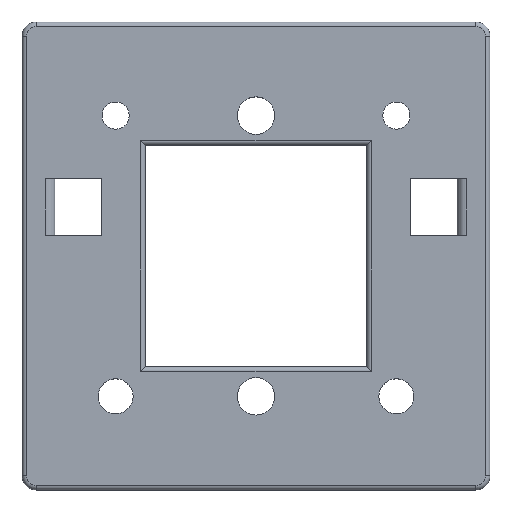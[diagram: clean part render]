
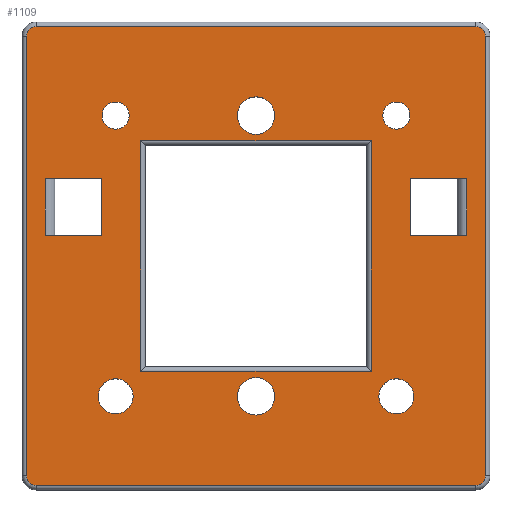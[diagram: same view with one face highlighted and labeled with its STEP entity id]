
A CAD part, top view. The second image highlights one B-rep face of the part: STEP entity #1109.
In plain terms, the highlighted planar face has unit normal (0, 0, 1).
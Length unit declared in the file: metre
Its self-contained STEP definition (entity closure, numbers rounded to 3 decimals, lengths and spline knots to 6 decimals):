
#76=LINE('',#1820,#162);
#77=LINE('',#1823,#163);
#78=LINE('',#1825,#164);
#79=LINE('',#1827,#165);
#80=LINE('',#1828,#166);
#81=LINE('',#1833,#167);
#82=LINE('',#1837,#168);
#83=LINE('',#1841,#169);
#84=LINE('',#1852,#170);
#85=LINE('',#1855,#171);
#86=LINE('',#1857,#172);
#87=LINE('',#1859,#173);
#88=LINE('',#1860,#174);
#89=LINE('',#1863,#175);
#90=LINE('',#1865,#176);
#91=LINE('',#1867,#177);
#162=VECTOR('',#1421,1.);
#163=VECTOR('',#1422,1.);
#164=VECTOR('',#1423,1.);
#165=VECTOR('',#1424,1.);
#166=VECTOR('',#1425,1.);
#167=VECTOR('',#1428,1.);
#168=VECTOR('',#1431,1.);
#169=VECTOR('',#1434,1.);
#170=VECTOR('',#1445,1.);
#171=VECTOR('',#1446,1.);
#172=VECTOR('',#1447,1.);
#173=VECTOR('',#1448,1.);
#174=VECTOR('',#1449,1.);
#175=VECTOR('',#1450,1.);
#176=VECTOR('',#1451,1.);
#177=VECTOR('',#1452,1.);
#209=PLANE('',#1204);
#294=ORIENTED_EDGE('',*,*,#602,.T.);
#295=ORIENTED_EDGE('',*,*,#603,.T.);
#296=ORIENTED_EDGE('',*,*,#604,.T.);
#297=ORIENTED_EDGE('',*,*,#605,.T.);
#298=ORIENTED_EDGE('',*,*,#606,.T.);
#299=ORIENTED_EDGE('',*,*,#607,.T.);
#300=ORIENTED_EDGE('',*,*,#608,.T.);
#301=ORIENTED_EDGE('',*,*,#609,.T.);
#302=ORIENTED_EDGE('',*,*,#610,.T.);
#303=ORIENTED_EDGE('',*,*,#611,.T.);
#304=ORIENTED_EDGE('',*,*,#612,.T.);
#305=ORIENTED_EDGE('',*,*,#613,.T.);
#306=ORIENTED_EDGE('',*,*,#614,.T.);
#307=ORIENTED_EDGE('',*,*,#615,.T.);
#308=ORIENTED_EDGE('',*,*,#616,.F.);
#309=ORIENTED_EDGE('',*,*,#617,.F.);
#310=ORIENTED_EDGE('',*,*,#618,.T.);
#311=ORIENTED_EDGE('',*,*,#619,.T.);
#312=ORIENTED_EDGE('',*,*,#620,.F.);
#313=ORIENTED_EDGE('',*,*,#621,.F.);
#314=ORIENTED_EDGE('',*,*,#622,.T.);
#315=ORIENTED_EDGE('',*,*,#623,.T.);
#316=ORIENTED_EDGE('',*,*,#624,.F.);
#317=ORIENTED_EDGE('',*,*,#625,.T.);
#318=ORIENTED_EDGE('',*,*,#542,.F.);
#319=ORIENTED_EDGE('',*,*,#540,.F.);
#540=EDGE_CURVE('',#698,#698,#802,.T.);
#542=EDGE_CURVE('',#700,#700,#804,.T.);
#602=EDGE_CURVE('',#756,#757,#76,.F.);
#603=EDGE_CURVE('',#757,#758,#77,.T.);
#604=EDGE_CURVE('',#758,#759,#78,.T.);
#605=EDGE_CURVE('',#759,#756,#79,.F.);
#606=EDGE_CURVE('',#760,#761,#80,.F.);
#607=EDGE_CURVE('',#761,#762,#816,.T.);
#608=EDGE_CURVE('',#762,#763,#81,.T.);
#609=EDGE_CURVE('',#763,#764,#817,.T.);
#610=EDGE_CURVE('',#764,#765,#82,.T.);
#611=EDGE_CURVE('',#765,#766,#818,.T.);
#612=EDGE_CURVE('',#766,#767,#83,.F.);
#613=EDGE_CURVE('',#767,#760,#819,.T.);
#614=EDGE_CURVE('',#768,#768,#820,.T.);
#615=EDGE_CURVE('',#769,#769,#821,.T.);
#616=EDGE_CURVE('',#770,#770,#822,.T.);
#617=EDGE_CURVE('',#771,#771,#823,.T.);
#618=EDGE_CURVE('',#772,#773,#84,.T.);
#619=EDGE_CURVE('',#773,#774,#85,.T.);
#620=EDGE_CURVE('',#775,#774,#86,.T.);
#621=EDGE_CURVE('',#772,#775,#87,.T.);
#622=EDGE_CURVE('',#776,#777,#88,.T.);
#623=EDGE_CURVE('',#777,#778,#89,.F.);
#624=EDGE_CURVE('',#779,#778,#90,.T.);
#625=EDGE_CURVE('',#779,#776,#91,.T.);
#698=VERTEX_POINT('',#1690);
#700=VERTEX_POINT('',#1695);
#756=VERTEX_POINT('',#1821);
#757=VERTEX_POINT('',#1822);
#758=VERTEX_POINT('',#1824);
#759=VERTEX_POINT('',#1826);
#760=VERTEX_POINT('',#1829);
#761=VERTEX_POINT('',#1830);
#762=VERTEX_POINT('',#1832);
#763=VERTEX_POINT('',#1834);
#764=VERTEX_POINT('',#1836);
#765=VERTEX_POINT('',#1838);
#766=VERTEX_POINT('',#1840);
#767=VERTEX_POINT('',#1842);
#768=VERTEX_POINT('',#1845);
#769=VERTEX_POINT('',#1847);
#770=VERTEX_POINT('',#1849);
#771=VERTEX_POINT('',#1851);
#772=VERTEX_POINT('',#1853);
#773=VERTEX_POINT('',#1854);
#774=VERTEX_POINT('',#1856);
#775=VERTEX_POINT('',#1858);
#776=VERTEX_POINT('',#1861);
#777=VERTEX_POINT('',#1862);
#778=VERTEX_POINT('',#1864);
#779=VERTEX_POINT('',#1866);
#802=CIRCLE('',#1180,0.0029);
#804=CIRCLE('',#1183,0.0029);
#816=CIRCLE('',#1205,0.002);
#817=CIRCLE('',#1206,0.002);
#818=CIRCLE('',#1207,0.002);
#819=CIRCLE('',#1208,0.002);
#820=CIRCLE('',#1209,0.00375);
#821=CIRCLE('',#1210,0.00375);
#822=CIRCLE('',#1211,0.004);
#823=CIRCLE('',#1212,0.004);
#886=EDGE_LOOP('',(#294,#295,#296,#297));
#887=EDGE_LOOP('',(#298,#299,#300,#301,#302,#303,#304,#305));
#888=EDGE_LOOP('',(#306));
#889=EDGE_LOOP('',(#307));
#890=EDGE_LOOP('',(#308));
#891=EDGE_LOOP('',(#309));
#892=EDGE_LOOP('',(#310,#311,#312,#313));
#893=EDGE_LOOP('',(#314,#315,#316,#317));
#894=EDGE_LOOP('',(#318));
#895=EDGE_LOOP('',(#319));
#984=FACE_BOUND('',#886,.T.);
#985=FACE_BOUND('',#887,.T.);
#986=FACE_BOUND('',#888,.T.);
#987=FACE_BOUND('',#889,.T.);
#988=FACE_BOUND('',#890,.T.);
#989=FACE_BOUND('',#891,.T.);
#990=FACE_BOUND('',#892,.T.);
#991=FACE_BOUND('',#893,.T.);
#992=FACE_BOUND('',#894,.T.);
#993=FACE_BOUND('',#895,.T.);
#1109=ADVANCED_FACE('',(#984,#985,#986,#987,#988,#989,#990,#991,#992,#993),
#209,.T.);
#1180=AXIS2_PLACEMENT_3D('',#1689,#1323,#1324);
#1183=AXIS2_PLACEMENT_3D('',#1694,#1329,#1330);
#1204=AXIS2_PLACEMENT_3D('',#1819,#1419,#1420);
#1205=AXIS2_PLACEMENT_3D('',#1831,#1426,#1427);
#1206=AXIS2_PLACEMENT_3D('',#1835,#1429,#1430);
#1207=AXIS2_PLACEMENT_3D('',#1839,#1432,#1433);
#1208=AXIS2_PLACEMENT_3D('',#1843,#1435,#1436);
#1209=AXIS2_PLACEMENT_3D('',#1844,#1437,#1438);
#1210=AXIS2_PLACEMENT_3D('',#1846,#1439,#1440);
#1211=AXIS2_PLACEMENT_3D('',#1848,#1441,#1442);
#1212=AXIS2_PLACEMENT_3D('',#1850,#1443,#1444);
#1323=DIRECTION('',(0.,0.,1.));
#1324=DIRECTION('',(0.,-1.,0.));
#1329=DIRECTION('',(0.,0.,1.));
#1330=DIRECTION('',(0.,-1.,0.));
#1419=DIRECTION('',(0.,0.,1.));
#1420=DIRECTION('',(1.,0.,0.));
#1421=DIRECTION('',(-1.,0.,0.));
#1422=DIRECTION('',(0.,-1.,0.));
#1423=DIRECTION('',(-1.,0.,0.));
#1424=DIRECTION('',(0.,-1.,0.));
#1425=DIRECTION('',(0.,-1.,0.));
#1426=DIRECTION('',(0.,0.,1.));
#1427=DIRECTION('',(0.,-1.,0.));
#1428=DIRECTION('',(-1.,0.,0.));
#1429=DIRECTION('',(0.,0.,1.));
#1430=DIRECTION('',(0.,-1.,0.));
#1431=DIRECTION('',(0.,-1.,0.));
#1432=DIRECTION('',(0.,0.,1.));
#1433=DIRECTION('',(0.,-1.,0.));
#1434=DIRECTION('',(-1.,0.,0.));
#1435=DIRECTION('',(0.,0.,1.));
#1436=DIRECTION('',(0.,-1.,0.));
#1437=DIRECTION('',(0.,0.,-1.));
#1438=DIRECTION('',(0.,1.,0.));
#1439=DIRECTION('',(0.,0.,-1.));
#1440=DIRECTION('',(0.,1.,0.));
#1441=DIRECTION('',(0.,0.,1.));
#1442=DIRECTION('',(0.,-1.,0.));
#1443=DIRECTION('',(0.,0.,1.));
#1444=DIRECTION('',(0.,-1.,0.));
#1445=DIRECTION('',(0.,1.,0.));
#1446=DIRECTION('',(1.,0.,0.));
#1447=DIRECTION('',(0.,1.,0.));
#1448=DIRECTION('',(1.,0.,0.));
#1449=DIRECTION('',(1.,0.,0.));
#1450=DIRECTION('',(0.,1.,0.));
#1451=DIRECTION('',(1.,0.,0.));
#1452=DIRECTION('',(0.,1.,0.));
#1689=CARTESIAN_POINT('',(0.,0.06,-0.033));
#1690=CARTESIAN_POINT('',(0.,0.0571,-0.033));
#1694=CARTESIAN_POINT('',(0.06,0.06,-0.033));
#1695=CARTESIAN_POINT('',(0.06,0.0571,-0.033));
#1819=CARTESIAN_POINT('',(0.03,0.03,-0.033));
#1820=CARTESIAN_POINT('',(0.03,0.054636,-0.033));
#1821=CARTESIAN_POINT('',(0.005364,0.054636,-0.033));
#1822=CARTESIAN_POINT('',(0.054636,0.054636,-0.033));
#1823=CARTESIAN_POINT('',(0.054636,0.006364,-0.033));
#1824=CARTESIAN_POINT('',(0.054636,0.005364,-0.033));
#1825=CARTESIAN_POINT('',(0.006364,0.005364,-0.033));
#1826=CARTESIAN_POINT('',(0.005364,0.005364,-0.033));
#1827=CARTESIAN_POINT('',(0.005364,0.03,-0.033));
#1828=CARTESIAN_POINT('',(0.079,0.03,-0.033));
#1829=CARTESIAN_POINT('',(0.079,-0.017,-0.033));
#1830=CARTESIAN_POINT('',(0.079,0.077,-0.033));
#1831=CARTESIAN_POINT('',(0.077,0.077,-0.033));
#1832=CARTESIAN_POINT('',(0.077,0.079,-0.033));
#1833=CARTESIAN_POINT('',(-0.017,0.079,-0.033));
#1834=CARTESIAN_POINT('',(-0.017,0.079,-0.033));
#1835=CARTESIAN_POINT('',(-0.017,0.077,-0.033));
#1836=CARTESIAN_POINT('',(-0.019,0.077,-0.033));
#1837=CARTESIAN_POINT('',(-0.019,-0.017,-0.033));
#1838=CARTESIAN_POINT('',(-0.019,-0.017,-0.033));
#1839=CARTESIAN_POINT('',(-0.017,-0.017,-0.033));
#1840=CARTESIAN_POINT('',(-0.017,-0.019,-0.033));
#1841=CARTESIAN_POINT('',(0.03,-0.019,-0.033));
#1842=CARTESIAN_POINT('',(0.077,-0.019,-0.033));
#1843=CARTESIAN_POINT('',(0.077,-0.017,-0.033));
#1844=CARTESIAN_POINT('',(0.06,0.,-0.033));
#1845=CARTESIAN_POINT('',(0.06,0.00375,-0.033));
#1846=CARTESIAN_POINT('',(0.,0.,-0.033));
#1847=CARTESIAN_POINT('',(0.,0.00375,-0.033));
#1848=CARTESIAN_POINT('',(0.03,0.,-0.033));
#1849=CARTESIAN_POINT('',(0.03,-0.004,-0.033));
#1850=CARTESIAN_POINT('',(0.03,0.06,-0.033));
#1851=CARTESIAN_POINT('',(0.03,0.056,-0.033));
#1852=CARTESIAN_POINT('',(-0.015,0.046554,-0.033));
#1853=CARTESIAN_POINT('',(-0.015,0.034394,-0.033));
#1854=CARTESIAN_POINT('',(-0.015,0.046554,-0.033));
#1855=CARTESIAN_POINT('',(-0.008,0.046554,-0.033));
#1856=CARTESIAN_POINT('',(-0.003,0.046554,-0.033));
#1857=CARTESIAN_POINT('',(-0.003,0.040474,-0.033));
#1858=CARTESIAN_POINT('',(-0.003,0.034394,-0.033));
#1859=CARTESIAN_POINT('',(-0.008,0.034394,-0.033));
#1860=CARTESIAN_POINT('',(0.068,0.046554,-0.033));
#1861=CARTESIAN_POINT('',(0.063,0.046554,-0.033));
#1862=CARTESIAN_POINT('',(0.075,0.046554,-0.033));
#1863=CARTESIAN_POINT('',(0.075,0.03,-0.033));
#1864=CARTESIAN_POINT('',(0.075,0.034394,-0.033));
#1865=CARTESIAN_POINT('',(0.068,0.034394,-0.033));
#1866=CARTESIAN_POINT('',(0.063,0.034394,-0.033));
#1867=CARTESIAN_POINT('',(0.063,0.040474,-0.033));
